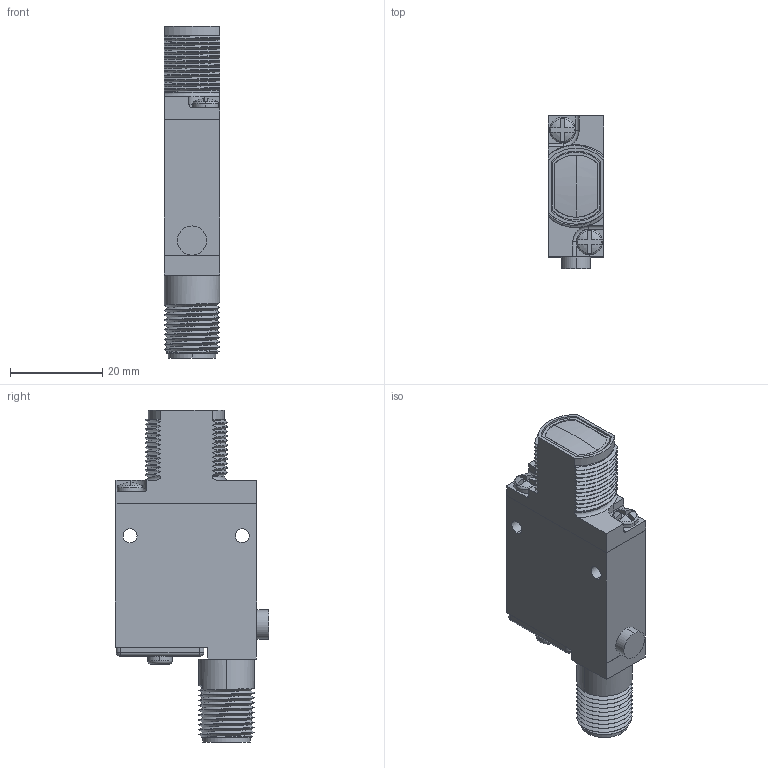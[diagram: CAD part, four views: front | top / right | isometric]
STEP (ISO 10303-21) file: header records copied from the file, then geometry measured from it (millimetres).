
FILE_DESCRIPTION((''),'2;1');
FILE_NAME('154444_SW','2011-01-10T',('banengservice'),('BANNER ENGINEERING'),'PRO/ENGINEER BY PARAMETRIC TECHNOLOGY CORPORATION, 2009141','PRO/ENGINEER BY PARAMETRIC TECHNOLOGY CORPORATION, 2009141','');
FILE_SCHEMA(('CONFIG_CONTROL_DESIGN'));
Length unit declared in the file: inch
Products named in the file (1): 154444_SW
Bounding box: 12.09 x 33.27 x 72.12 mm (x, y, z)
Volume: 7428.6 mm3; surface area: 13181.3 mm2
Topology: 1 solids, 3 shells, 970 faces, 2694 edges, 1761 vertices
Faces by surface type: plane 580, cylinder 225, bspline 107, torus 29, cone 13, sphere 12, extrusion 4
Entity records: 42185 total; most frequent: CARTESIAN_POINT 17853, ORIENTED_EDGE 5380, DIRECTION 4582, EDGE_CURVE 2690, VECTOR 1820, LINE 1816, VERTEX_POINT 1761, AXIS2_PLACEMENT_3D 1381
